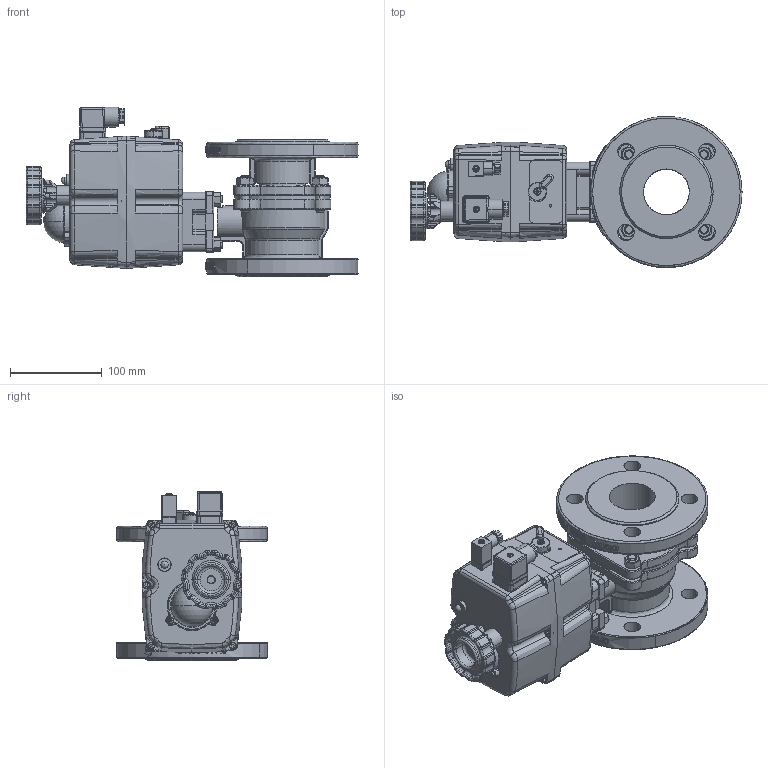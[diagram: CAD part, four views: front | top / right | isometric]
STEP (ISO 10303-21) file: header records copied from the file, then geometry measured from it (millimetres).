
FILE_DESCRIPTION (( 'STEP AP203' ), '1' );
FILE_NAME ('EK05_DN50_(EK05000008).STEP', '2022-05-20T13:25:59', ( '' ), ( '' ), 'SwSTEP 2.0', 'SolidWorks 2021', '' );
FILE_SCHEMA (( 'CONFIG_CONTROL_DESIGN' ));
Length unit declared in the file: metre
Products named in the file (1): EK05_DN50_(EK05000008)
Bounding box: 362.5 x 165 x 185.3 mm (x, y, z)
Surface area: 307252.3 mm2 (no closed solid volume)
Topology: 0 solids, 364 shells, 1785 faces, 6365 edges, 4778 vertices
Faces by surface type: cylinder 573, plane 439, bspline 352, torus 271, cone 137, sphere 13
Entity records: 124572 total; most frequent: CARTESIAN_POINT 74068, DIRECTION 9925, ORIENTED_EDGE 9347, EDGE_CURVE 6325, VERTEX_POINT 4777, AXIS2_PLACEMENT_3D 3951, CIRCLE 2517, VECTOR 2023
